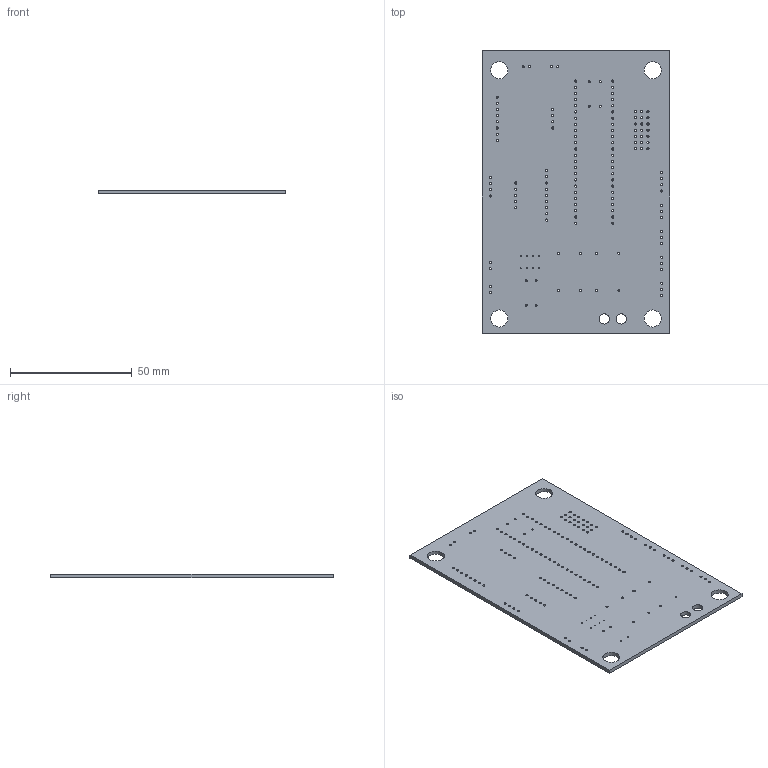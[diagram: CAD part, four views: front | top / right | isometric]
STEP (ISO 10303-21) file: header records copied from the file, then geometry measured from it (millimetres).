
FILE_DESCRIPTION(('KiCad electronic assembly'),'2;1');
FILE_NAME('FlightBread.step','2023-02-26T12:00:19',('Pcbnew'),('Kicad'), 'Open CASCADE STEP processor 7.6','KiCad to STEP converter','Unknown' );
FILE_SCHEMA(('AUTOMOTIVE_DESIGN { 1 0 10303 214 1 1 1 1 }'));
Length unit declared in the file: millimetre
Products named in the file (2): FlightBread 1; _autosave-FlightBread PCB
Assembly tree (1 placements, depth 2):
  FlightBread 1
    _autosave-FlightBread PCB
Bounding box: 77 x 116 x 1.6 mm (x, y, z)
Volume: 13861.1 mm3; surface area: 18760.8 mm2
Topology: 1 solids, 1 shells, 159 faces, 471 edges, 314 vertices
Faces by surface type: cylinder 153, plane 6
Full cylindrical faces by diameter (mm): 0.3 x8, 0.762 x10, 0.9 x129, 4.2 x2, 7 x4
Entity records: 12293 total; most frequent: DIRECTION 2041, CARTESIAN_POINT 1888, ORIENTED_EDGE 942, PCURVE 942, DEFINITIONAL_REPRESENTATION 942, LINE 801, VECTOR 801, CIRCLE 612
